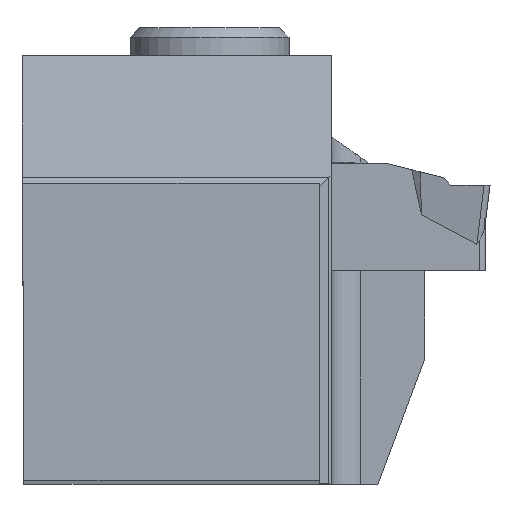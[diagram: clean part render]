
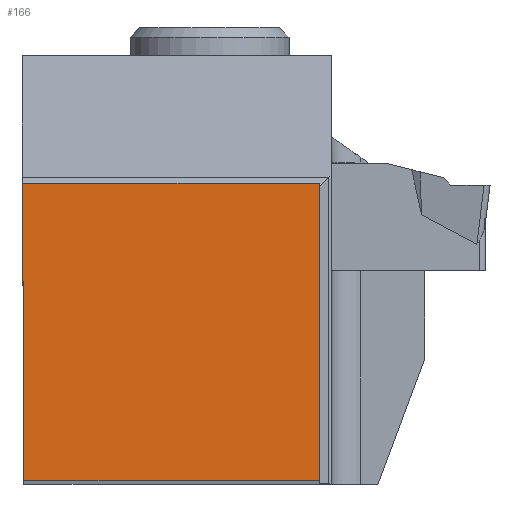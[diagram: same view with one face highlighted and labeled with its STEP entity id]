
A CAD part, top view. The second image highlights one B-rep face of the part: STEP entity #166.
In plain terms, the highlighted planar face has unit normal (0, 0, 1).
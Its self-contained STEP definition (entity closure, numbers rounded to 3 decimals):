
#166=ADVANCED_FACE('BLANK_BOXF006',(#274),#217,.F.);
#217=PLANE('',#1324);
#274=FACE_OUTER_BOUND('',#333,.T.);
#333=EDGE_LOOP('',(#588,#589,#590,#591));
#588=ORIENTED_EDGE('',*,*,#913,.T.);
#589=ORIENTED_EDGE('',*,*,#914,.T.);
#590=ORIENTED_EDGE('',*,*,#915,.T.);
#591=ORIENTED_EDGE('',*,*,#905,.T.);
#762=VERTEX_POINT('',#2192);
#763=VERTEX_POINT('',#2194);
#767=VERTEX_POINT('',#2209);
#768=VERTEX_POINT('',#2211);
#905=EDGE_CURVE('',#763,#762,#1035,.T.);
#913=EDGE_CURVE('',#762,#767,#1043,.T.);
#914=EDGE_CURVE('',#767,#768,#1044,.T.);
#915=EDGE_CURVE('',#768,#763,#1045,.T.);
#1035=LINE('',#2193,#1163);
#1043=LINE('',#2208,#1171);
#1044=LINE('',#2210,#1172);
#1045=LINE('',#2212,#1173);
#1163=VECTOR('',#1550,1.);
#1171=VECTOR('',#1564,1.);
#1172=VECTOR('',#1565,1.);
#1173=VECTOR('',#1566,1.);
#1324=AXIS2_PLACEMENT_3D('',#2213,#1567,#1568);
#1550=DIRECTION('',(1.,0.,0.));
#1564=DIRECTION('',(0.,1.,0.));
#1565=DIRECTION('',(-1.,0.,0.));
#1566=DIRECTION('',(0.004,-1.,0.));
#1567=DIRECTION('',(0.,0.,-1.));
#1568=DIRECTION('',(0.,-1.,0.));
#2192=CARTESIAN_POINT('',(15.875,0.,0.));
#2193=CARTESIAN_POINT('',(-126.025,0.,0.));
#2194=CARTESIAN_POINT('',(0.069,0.,0.));
#2208=CARTESIAN_POINT('',(15.875,-126.025,0.));
#2209=CARTESIAN_POINT('',(15.875,15.875,0.));
#2210=CARTESIAN_POINT('',(126.025,15.875,0.));
#2211=CARTESIAN_POINT('',(0.,15.875,0.));
#2212=CARTESIAN_POINT('',(-0.481,126.024,0.));
#2213=CARTESIAN_POINT('',(21.5,-5.,0.));
